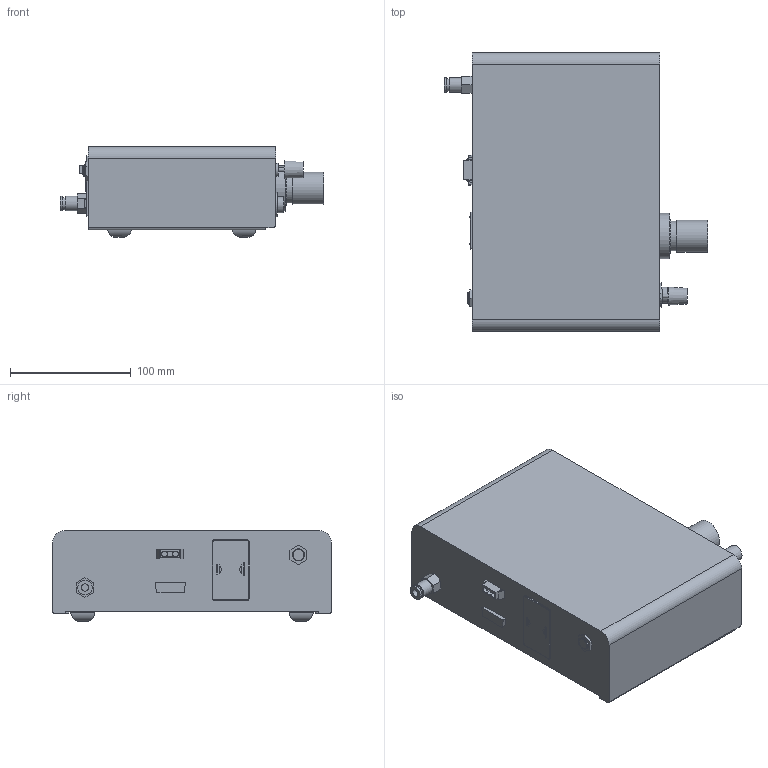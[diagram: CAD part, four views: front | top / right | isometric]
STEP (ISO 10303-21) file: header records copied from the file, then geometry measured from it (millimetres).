
FILE_DESCRIPTION(/* description */ (''),/* implementation_level */ '2;1');
FILE_NAME(/* name */ 'S01094_R2_DC1200_Shrinkwrap_1.stp',/* time_stamp */ '2021-02-02T08:35:52+01:00',/* author */ ('glueck'),/* organization */ (''),/* preprocessor_version */ 'ST-DEVELOPER v18.1',/* originating_system */ 'Autodesk Inventor 2021',/* authorisation */ '');
FILE_SCHEMA (('AUTOMOTIVE_DESIGN { 1 0 10303 214 3 1 1 }'));
Length unit declared in the file: millimetre
Products named in the file (1): S01094_R2_DC1200_Shrinkwrap_1
Bounding box: 217.7 x 230.4 x 75.1 mm (x, y, z)
Volume: 2442002 mm3; surface area: 131746.5 mm2
Topology: 1 solids, 1 shells, 182 faces, 418 edges, 269 vertices
Faces by surface type: plane 110, cylinder 61, cone 6, torus 5
Full cylindrical faces by diameter (mm): 3 x1, 6 x1, 8.566 x1, 10 x2, 12 x2, 13 x1, 20.2 x1, 24.5 x1, 26.5 x1, 28 x1, 37.5 x1
Entity records: 5425 total; most frequent: DIRECTION 900, CARTESIAN_POINT 898, ORIENTED_EDGE 836, EDGE_CURVE 418, AXIS2_PLACEMENT_3D 303, LINE 294, VECTOR 294, VERTEX_POINT 269
